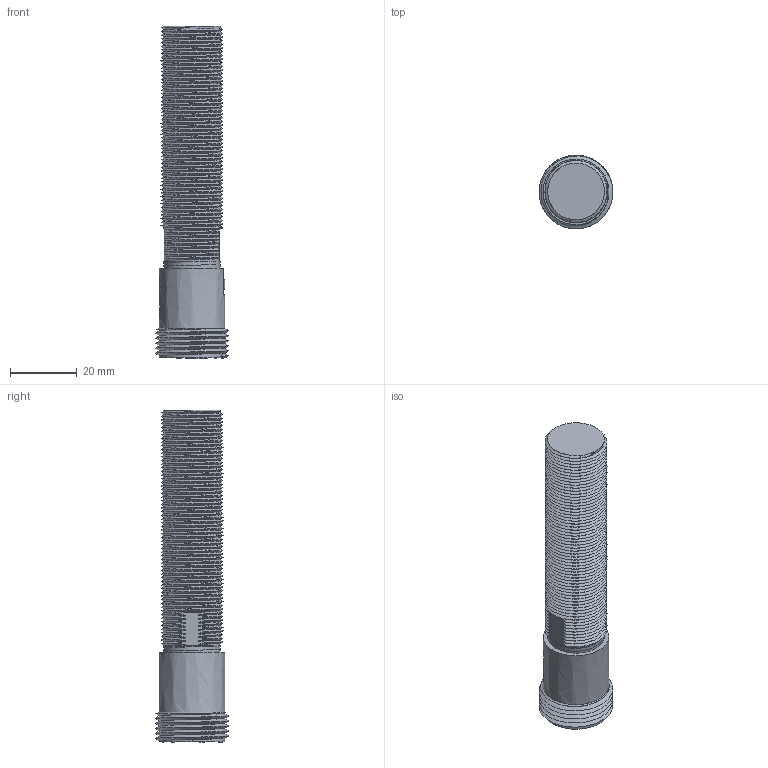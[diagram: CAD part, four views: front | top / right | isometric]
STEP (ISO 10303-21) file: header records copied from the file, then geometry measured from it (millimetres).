
FILE_DESCRIPTION( ('This file contains a STEP AP42 implementation' ,'as created by ZW3D STEP Interface translator.') ,'2;1' );
FILE_NAME( 'WCN1-1805X-XZL3.stp' ,'201029.181752', (''), ('ZWCAD Software Co.'), 'Version 1.0', 'ZW3D to STEP translator', '' );
FILE_SCHEMA(('AUTOMOTIVE_DESIGN'));
Length unit declared in the file: millimetre
Products named in the file (2): 0; WCN1-1805X-XZL3
Bounding box: 22.1 x 22.1 x 99.6 mm (x, y, z)
Volume: 24767.7 mm3; surface area: 10707.4 mm2
Topology: 1 solids, 5 shells, 167 faces, 459 edges, 303 vertices
Faces by surface type: bspline 167
Entity records: 33018 total; most frequent: CARTESIAN_POINT 30436, ORIENTED_EDGE 908, EDGE_CURVE 456, VERTEX_POINT 303, EDGE_LOOP 176, FACE_OUTER_BOUND 167, ADVANCED_FACE 167, OVER_RIDING_STYLED_ITEM 167
